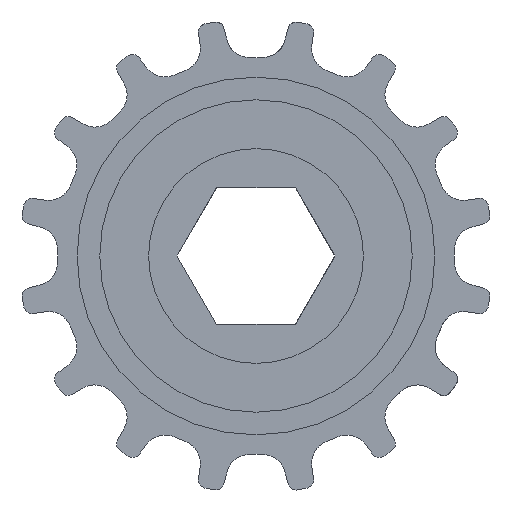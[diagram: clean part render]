
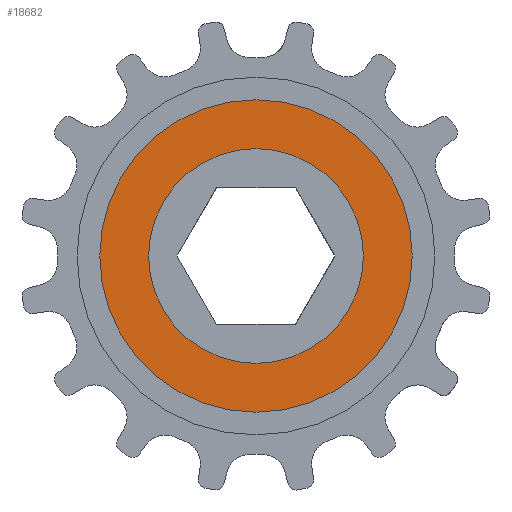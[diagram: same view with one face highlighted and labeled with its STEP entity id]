
A CAD part, left-side view. The second image highlights one B-rep face of the part: STEP entity #18682.
In plain terms, the highlighted planar face has unit normal (-1, 0, 0).
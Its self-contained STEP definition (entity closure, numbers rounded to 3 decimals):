
#1044 = EDGE_CURVE ( 'NONE', #4731, #15339, #9786, .T. ) ;
#1162 = PLANE ( 'NONE',  #25352 ) ;
#2104 = VERTEX_POINT ( 'NONE', #27709 ) ;
#2275 = EDGE_CURVE ( 'NONE', #13954, #2104, #24641, .T. ) ;
#4731 = VERTEX_POINT ( 'NONE', #19642 ) ;
#5188 = DIRECTION ( 'NONE',  ( -1., 0., 0. ) ) ;
#5402 = CARTESIAN_POINT ( 'NONE',  ( 2.255, 13.492, -10.228 ) ) ;
#5816 = FACE_OUTER_BOUND ( 'NONE', #10037, .T. ) ;
#6613 = AXIS2_PLACEMENT_3D ( 'NONE', #17615, #13266, #26770 ) ;
#6734 = CIRCLE ( 'NONE', #13461, 5.5 ) ;
#8472 = ORIENTED_EDGE ( 'NONE', *, *, #10980, .T. ) ;
#9786 = CIRCLE ( 'NONE', #12205, 8. ) ;
#10037 = EDGE_LOOP ( 'NONE', ( #27860, #8472 ) ) ;
#10482 = DIRECTION ( 'NONE',  ( 0., 0., -1. ) ) ;
#10980 = EDGE_CURVE ( 'NONE', #15339, #4731, #29607, .T. ) ;
#11287 = CARTESIAN_POINT ( 'NONE',  ( 2.255, 13.492, -18.228 ) ) ;
#11689 = DIRECTION ( 'NONE',  ( 0., 0., 1. ) ) ;
#12205 = AXIS2_PLACEMENT_3D ( 'NONE', #11287, #22232, #29125 ) ;
#12273 = DIRECTION ( 'NONE',  ( 0., 0., 1. ) ) ;
#13266 = DIRECTION ( 'NONE',  ( -1., 0., 0. ) ) ;
#13461 = AXIS2_PLACEMENT_3D ( 'NONE', #25775, #5188, #12273 ) ;
#13630 = AXIS2_PLACEMENT_3D ( 'NONE', #27599, #29384, #11689 ) ;
#13954 = VERTEX_POINT ( 'NONE', #26404 ) ;
#15339 = VERTEX_POINT ( 'NONE', #5402 ) ;
#16937 = CARTESIAN_POINT ( 'NONE',  ( 2.255, 13.492, -18.228 ) ) ;
#17089 = DIRECTION ( 'NONE',  ( -1., 0., 0. ) ) ;
#17615 = CARTESIAN_POINT ( 'NONE',  ( 2.255, 13.492, -18.228 ) ) ;
#18682 = ADVANCED_FACE ( 'NONE', ( #23841, #5816 ), #1162, .T. ) ;
#19214 = ORIENTED_EDGE ( 'NONE', *, *, #24907, .F. ) ;
#19642 = CARTESIAN_POINT ( 'NONE',  ( 2.255, 13.492, -26.228 ) ) ;
#22232 = DIRECTION ( 'NONE',  ( -1., 0., 0. ) ) ;
#23841 = FACE_BOUND ( 'NONE', #26327, .T. ) ;
#24641 = CIRCLE ( 'NONE', #13630, 5.5 ) ;
#24907 = EDGE_CURVE ( 'NONE', #2104, #13954, #6734, .T. ) ;
#25352 = AXIS2_PLACEMENT_3D ( 'NONE', #16937, #17089, #10482 ) ;
#25775 = CARTESIAN_POINT ( 'NONE',  ( 2.255, 13.492, -18.228 ) ) ;
#26327 = EDGE_LOOP ( 'NONE', ( #26932, #19214 ) ) ;
#26404 = CARTESIAN_POINT ( 'NONE',  ( 2.255, 13.492, -23.728 ) ) ;
#26770 = DIRECTION ( 'NONE',  ( 0., 0., 1. ) ) ;
#26932 = ORIENTED_EDGE ( 'NONE', *, *, #2275, .F. ) ;
#27599 = CARTESIAN_POINT ( 'NONE',  ( 2.255, 13.492, -18.228 ) ) ;
#27709 = CARTESIAN_POINT ( 'NONE',  ( 2.255, 13.492, -12.728 ) ) ;
#27860 = ORIENTED_EDGE ( 'NONE', *, *, #1044, .T. ) ;
#29125 = DIRECTION ( 'NONE',  ( 0., 0., 1. ) ) ;
#29384 = DIRECTION ( 'NONE',  ( -1., 0., 0. ) ) ;
#29607 = CIRCLE ( 'NONE', #6613, 8. ) ;
